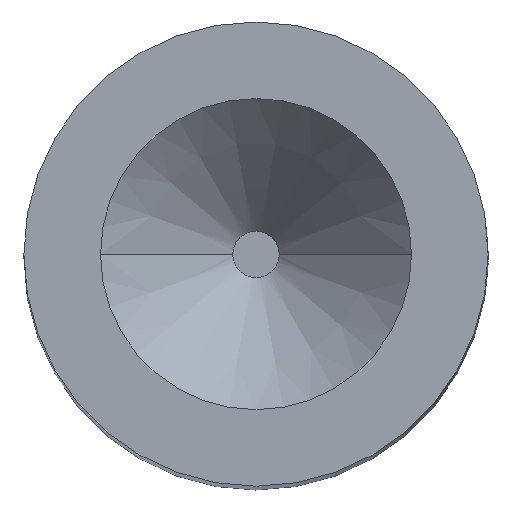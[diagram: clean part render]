
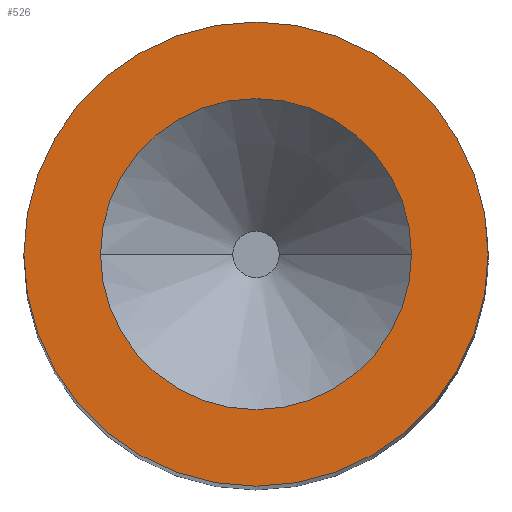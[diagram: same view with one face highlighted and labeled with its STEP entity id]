
A CAD part, top view. The second image highlights one B-rep face of the part: STEP entity #526.
In plain terms, the highlighted planar face has unit normal (0, 0, 1).
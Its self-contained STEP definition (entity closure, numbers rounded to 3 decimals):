
#83=CARTESIAN_POINT('POINT7',(4665.,4330.,
   -4810.));
#84=VERTEX_POINT('VERTEX7',#83);
#92=CARTESIAN_POINT('POINT8',(3995.,4330.,
   -4810.));
#93=VERTEX_POINT('VERTEX8',#92);
#100=CARTESIAN_POINT('POS11',(4330.,4330.,-4810.
   ));
#101=DIRECTION('DIR17',(0.,0.,-1.));
#102=DIRECTION('DIR18',(1.,0.,0.));
#103=AXIS2_PLACEMENT_3D('AXIS7',#100,#101,#102);
#104=CIRCLE('ELLIPSE4',#103,335.);
#105=EDGE_CURVE('EDGE11',#93,#84,#104,.F.);
#116=EDGE_CURVE('EDGE12',#84,#93,#104,.F.);
#502=ORIENTED_EDGE('COEDGE44',*,*,#116,.F.);
#503=ORIENTED_EDGE('COEDGE45',*,*,#105,.F.);
#504=EDGE_LOOP('NONE',(#502,#503));
#505=FACE_BOUND('LOOP1',#504,.T.);
#506=CARTESIAN_POINT('POINT17',(3830.,4330.,
   -4810.));
#507=VERTEX_POINT('VERTEX17',#506);
#508=CARTESIAN_POINT('POINT18',(4830.,4330.,
   -4810.));
#509=VERTEX_POINT('VERTEX18',#508);
#510=CARTESIAN_POINT('POS21',(4330.,4330.,-4810.
   ));
#511=DIRECTION('DIR32',(0.,0.,1.));
#512=DIRECTION('DIR33',(1.,0.,0.));
#513=AXIS2_PLACEMENT_3D('AXIS12',#510,#511,#512);
#514=CIRCLE('ELLIPSE6',#513,500.);
#515=EDGE_CURVE('EDGE26',#507,#509,#514,.F.);
#516=ORIENTED_EDGE('COEDGE46',*,*,#515,.F.);
#517=EDGE_CURVE('EDGE27',#509,#507,#514,.F.);
#518=ORIENTED_EDGE('COEDGE47',*,*,#517,.F.);
#519=EDGE_LOOP('NONE',(#516,#518));
#520=FACE_BOUND('LOOP1',#519,.T.);
#521=CARTESIAN_POINT('POS22',(4330.,4330.,-4810.
   ));
#522=DIRECTION('DIR34',(0.,0.,1.));
#523=DIRECTION('DIR35',(1.,0.,0.));
#524=AXIS2_PLACEMENT_3D('AXIS13',#521,#522,#523);
#525=PLANE('PLANE3',#524);
#526=ADVANCED_FACE('FACE11',(#505,#520),#525,.T.);
